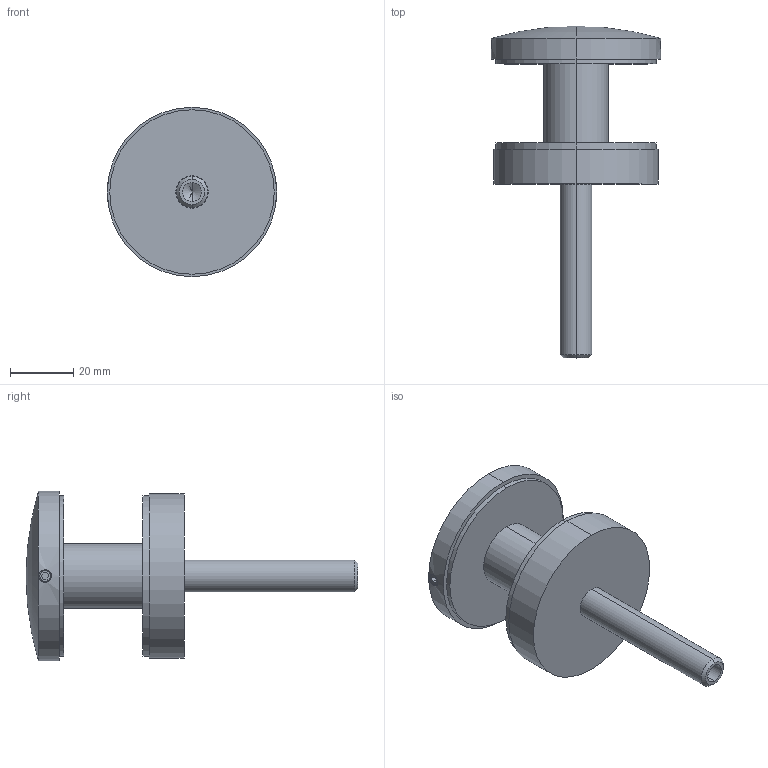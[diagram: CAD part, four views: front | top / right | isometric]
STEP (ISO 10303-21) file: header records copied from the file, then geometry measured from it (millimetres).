
FILE_DESCRIPTION (( 'STEP AP203' ), '1' );
FILE_NAME ('3D_GG-4242 flach_188770220.STEP', '2024-11-06T08:52:00', ( '' ), ( '' ), 'SwSTEP 2.0', 'SolidWorks 2023', '' );
FILE_SCHEMA (( 'CONFIG_CONTROL_DESIGN' ));
Length unit declared in the file: millimetre
Products named in the file (1): 3D_GG-4242 flach_188770220
Bounding box: 53.59 x 105 x 53.59 mm (x, y, z)
Volume: 61686.2 mm3; surface area: 19565.8 mm2
Topology: 4 solids, 4 shells, 75 faces, 156 edges, 96 vertices
Faces by surface type: plane 29, cylinder 28, cone 16, torus 2
Entity records: 2145 total; most frequent: CARTESIAN_POINT 436, DIRECTION 368, ORIENTED_EDGE 304, EDGE_CURVE 152, AXIS2_PLACEMENT_3D 144, VERTEX_POINT 96, EDGE_LOOP 88, LINE 80
